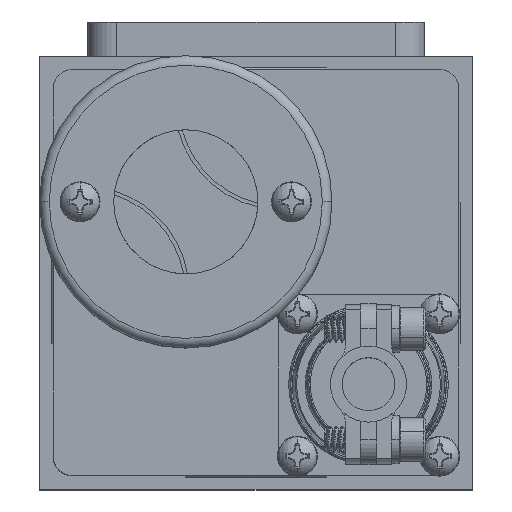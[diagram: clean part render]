
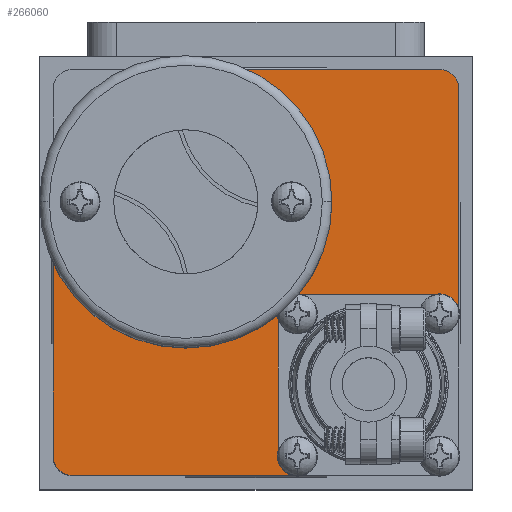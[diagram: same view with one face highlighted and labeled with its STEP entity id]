
A CAD part, top view. The second image highlights one B-rep face of the part: STEP entity #266060.
In plain terms, the highlighted planar face has unit normal (0, 0, 1).
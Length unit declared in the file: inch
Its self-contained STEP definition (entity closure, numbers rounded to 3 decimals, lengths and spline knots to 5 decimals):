
#648 = CARTESIAN_POINT ( 'NONE',  ( -1.055, -1.055, 1.045 ) ) ;
#3825 = EDGE_CURVE ( 'NONE', #125131, #270727, #221799, .T. ) ;
#8576 = DIRECTION ( 'NONE',  ( -1., 0., 0. ) ) ;
#9891 = VECTOR ( 'NONE', #388853, 39.37008 ) ;
#23951 = CARTESIAN_POINT ( 'NONE',  ( 0.215, -0.215, 1.045 ) ) ;
#30961 = CIRCLE ( 'NONE', #354066, 0.1 ) ;
#32299 = CARTESIAN_POINT ( 'NONE',  ( -1.055, -1.055, 1.045 ) ) ;
#33534 = VERTEX_POINT ( 'NONE', #202509 ) ;
#37096 = DIRECTION ( 'NONE',  ( 0., 0., -1. ) ) ;
#40866 = CIRCLE ( 'NONE', #223711, 0.69 ) ;
#42893 = CARTESIAN_POINT ( 'NONE',  ( 0.215, -0.115, 1.045 ) ) ;
#45992 = EDGE_CURVE ( 'NONE', #60936, #192544, #408765, .T. ) ;
#54410 = EDGE_CURVE ( 'NONE', #347845, #221796, #354299, .T. ) ;
#59224 = AXIS2_PLACEMENT_3D ( 'NONE', #127982, #37096, #206539 ) ;
#60936 = VERTEX_POINT ( 'NONE', #311604 ) ;
#69723 = CARTESIAN_POINT ( 'NONE',  ( 1.055, -0.215, 1.045 ) ) ;
#70810 = LINE ( 'NONE', #378514, #135844 ) ;
#72265 = CARTESIAN_POINT ( 'NONE',  ( 0.215, -1.055, 1.045 ) ) ;
#75899 = DIRECTION ( 'NONE',  ( 0., 0., 1. ) ) ;
#76752 = DIRECTION ( 'NONE',  ( -1., 0., 0. ) ) ;
#85047 = CARTESIAN_POINT ( 'NONE',  ( 0.115, -0.115, 1.045 ) ) ;
#92314 = AXIS2_PLACEMENT_3D ( 'NONE', #168411, #333330, #405905 ) ;
#94724 = VERTEX_POINT ( 'NONE', #265548 ) ;
#106992 = LINE ( 'NONE', #32299, #189518 ) ;
#108694 = DIRECTION ( 'NONE',  ( -1., 0., 0. ) ) ;
#123014 = DIRECTION ( 'NONE',  ( 0., 0., -1. ) ) ;
#123914 = DIRECTION ( 'NONE',  ( 0., 0., -1. ) ) ;
#125131 = VERTEX_POINT ( 'NONE', #244594 ) ;
#126010 = ORIENTED_EDGE ( 'NONE', *, *, #267380, .F. ) ;
#127982 = CARTESIAN_POINT ( 'NONE',  ( 0.955, -0.215, 1.045 ) ) ;
#129170 = DIRECTION ( 'NONE',  ( 1., 0., 0. ) ) ;
#133459 = VERTEX_POINT ( 'NONE', #72265 ) ;
#134948 = CARTESIAN_POINT ( 'NONE',  ( -0.365, 1.055, 1.045 ) ) ;
#135844 = VECTOR ( 'NONE', #211442, 39.37008 ) ;
#144115 = ORIENTED_EDGE ( 'NONE', *, *, #373128, .T. ) ;
#146956 = CARTESIAN_POINT ( 'NONE',  ( 0.325, 0.365, 1.045 ) ) ;
#153907 = EDGE_CURVE ( 'NONE', #347845, #427267, #289401, .T. ) ;
#154284 = CARTESIAN_POINT ( 'NONE',  ( 1.055, 0.955, 1.045 ) ) ;
#158296 = DIRECTION ( 'NONE',  ( -1., 0., 0. ) ) ;
#159195 = CARTESIAN_POINT ( 'NONE',  ( 0.215, -0.955, 1.045 ) ) ;
#161373 = DIRECTION ( 'NONE',  ( -1., 0., 0. ) ) ;
#168411 = CARTESIAN_POINT ( 'NONE',  ( -0.365, 0.365, 1.045 ) ) ;
#172223 = DIRECTION ( 'NONE',  ( 0., -1., 0. ) ) ;
#174068 = CIRCLE ( 'NONE', #419909, 0.1 ) ;
#174371 = LINE ( 'NONE', #648, #385875 ) ;
#175223 = DIRECTION ( 'NONE',  ( 1., 0., 0. ) ) ;
#175908 = CARTESIAN_POINT ( 'NONE',  ( -0.955, -0.955, 1.045 ) ) ;
#185896 = ORIENTED_EDGE ( 'NONE', *, *, #45992, .T. ) ;
#189013 = EDGE_CURVE ( 'NONE', #380810, #133459, #106992, .T. ) ;
#189518 = VECTOR ( 'NONE', #175223, 39.37008 ) ;
#189893 = ORIENTED_EDGE ( 'NONE', *, *, #408581, .T. ) ;
#192544 = VERTEX_POINT ( 'NONE', #134948 ) ;
#198115 = ORIENTED_EDGE ( 'NONE', *, *, #261616, .T. ) ;
#199611 = CIRCLE ( 'NONE', #360927, 0.1 ) ;
#199621 = CIRCLE ( 'NONE', #346770, 0.1 ) ;
#202509 = CARTESIAN_POINT ( 'NONE',  ( -1.055, 0.365, 1.045 ) ) ;
#206539 = DIRECTION ( 'NONE',  ( -1., 0., 0. ) ) ;
#210133 = ORIENTED_EDGE ( 'NONE', *, *, #189013, .T. ) ;
#211442 = DIRECTION ( 'NONE',  ( 0., 1., 0. ) ) ;
#221796 = VERTEX_POINT ( 'NONE', #69723 ) ;
#221799 = LINE ( 'NONE', #320773, #9891 ) ;
#223711 = AXIS2_PLACEMENT_3D ( 'NONE', #232624, #300745, #129170 ) ;
#224968 = PLANE ( 'NONE',  #433399 ) ;
#232624 = CARTESIAN_POINT ( 'NONE',  ( -0.365, 0.365, 1.045 ) ) ;
#235997 = EDGE_CURVE ( 'NONE', #221796, #376552, #70810, .T. ) ;
#244594 = CARTESIAN_POINT ( 'NONE',  ( 0.115, -0.215, 1.045 ) ) ;
#259153 = ORIENTED_EDGE ( 'NONE', *, *, #346648, .T. ) ;
#261160 = ORIENTED_EDGE ( 'NONE', *, *, #3825, .F. ) ;
#261616 = EDGE_CURVE ( 'NONE', #125131, #427267, #199611, .T. ) ;
#265548 = CARTESIAN_POINT ( 'NONE',  ( -1.055, -0.955, 1.045 ) ) ;
#266060 = ADVANCED_FACE ( 'NONE', ( #400761 ), #224968, .F. ) ;
#267380 = EDGE_CURVE ( 'NONE', #33534, #396877, #40866, .T. ) ;
#268571 = EDGE_LOOP ( 'NONE', ( #210133, #189893, #261160, #198115, #418264, #297966, #427896, #144115, #185896, #314684, #126010, #326021, #259153 ) ) ;
#268687 = DIRECTION ( 'NONE',  ( -1., 0., 0. ) ) ;
#270727 = VERTEX_POINT ( 'NONE', #314050 ) ;
#287274 = DIRECTION ( 'NONE',  ( -1., 0., 0. ) ) ;
#289401 = LINE ( 'NONE', #85047, #343667 ) ;
#295987 = CIRCLE ( 'NONE', #92314, 0.69 ) ;
#297966 = ORIENTED_EDGE ( 'NONE', *, *, #54410, .T. ) ;
#300745 = DIRECTION ( 'NONE',  ( 0., 0., 1. ) ) ;
#300890 = VECTOR ( 'NONE', #76752, 39.37008 ) ;
#307897 = DIRECTION ( 'NONE',  ( 0., 0., 1. ) ) ;
#311604 = CARTESIAN_POINT ( 'NONE',  ( 0.955, 1.055, 1.045 ) ) ;
#314050 = CARTESIAN_POINT ( 'NONE',  ( 0.115, -0.955, 1.045 ) ) ;
#314684 = ORIENTED_EDGE ( 'NONE', *, *, #414861, .F. ) ;
#320773 = CARTESIAN_POINT ( 'NONE',  ( 0.115, -1.055, 1.045 ) ) ;
#326021 = ORIENTED_EDGE ( 'NONE', *, *, #385169, .T. ) ;
#326020 = DIRECTION ( 'NONE',  ( 0., 0., -1. ) ) ;
#333330 = DIRECTION ( 'NONE',  ( 0., 0., 1. ) ) ;
#343667 = VECTOR ( 'NONE', #287274, 39.37008 ) ;
#344895 = CARTESIAN_POINT ( 'NONE',  ( -1.055, 1.055, 1.045 ) ) ;
#346648 = EDGE_CURVE ( 'NONE', #94724, #380810, #174068, .T. ) ;
#346770 = AXIS2_PLACEMENT_3D ( 'NONE', #414404, #75899, #108694 ) ;
#347845 = VERTEX_POINT ( 'NONE', #412566 ) ;
#354066 = AXIS2_PLACEMENT_3D ( 'NONE', #159195, #123914, #161373 ) ;
#354299 = CIRCLE ( 'NONE', #59224, 0.1 ) ;
#359036 = CARTESIAN_POINT ( 'NONE',  ( 0., 0., 1.045 ) ) ;
#360927 = AXIS2_PLACEMENT_3D ( 'NONE', #23951, #123014, #158296 ) ;
#373128 = EDGE_CURVE ( 'NONE', #376552, #60936, #199621, .T. ) ;
#376552 = VERTEX_POINT ( 'NONE', #154284 ) ;
#378514 = CARTESIAN_POINT ( 'NONE',  ( 1.055, -1.055, 1.045 ) ) ;
#380810 = VERTEX_POINT ( 'NONE', #389190 ) ;
#385169 = EDGE_CURVE ( 'NONE', #33534, #94724, #174371, .T. ) ;
#385875 = VECTOR ( 'NONE', #172223, 39.37008 ) ;
#388853 = DIRECTION ( 'NONE',  ( 0., -1., 0. ) ) ;
#389190 = CARTESIAN_POINT ( 'NONE',  ( -0.955, -1.055, 1.045 ) ) ;
#396877 = VERTEX_POINT ( 'NONE', #146956 ) ;
#400761 = FACE_OUTER_BOUND ( 'NONE', #268571, .T. ) ;
#405905 = DIRECTION ( 'NONE',  ( 1., 0., 0. ) ) ;
#408581 = EDGE_CURVE ( 'NONE', #133459, #270727, #30961, .T. ) ;
#408765 = LINE ( 'NONE', #344895, #300890 ) ;
#412566 = CARTESIAN_POINT ( 'NONE',  ( 0.955, -0.115, 1.045 ) ) ;
#414404 = CARTESIAN_POINT ( 'NONE',  ( 0.955, 0.955, 1.045 ) ) ;
#414861 = EDGE_CURVE ( 'NONE', #396877, #192544, #295987, .T. ) ;
#418264 = ORIENTED_EDGE ( 'NONE', *, *, #153907, .F. ) ;
#419909 = AXIS2_PLACEMENT_3D ( 'NONE', #175908, #307897, #8576 ) ;
#427267 = VERTEX_POINT ( 'NONE', #42893 ) ;
#427896 = ORIENTED_EDGE ( 'NONE', *, *, #235997, .T. ) ;
#433399 = AXIS2_PLACEMENT_3D ( 'NONE', #359036, #326020, #268687 ) ;
